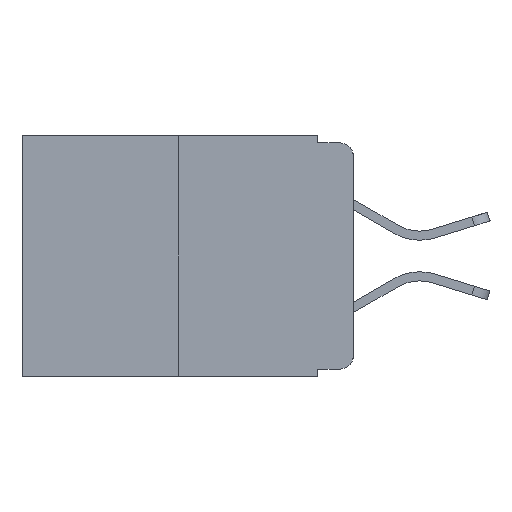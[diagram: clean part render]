
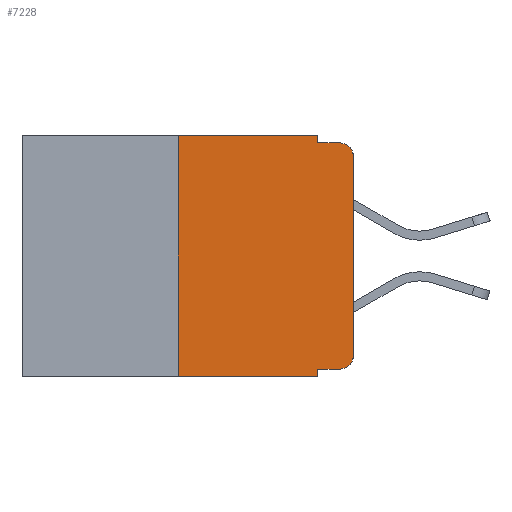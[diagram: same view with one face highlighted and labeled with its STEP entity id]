
A CAD part, left-side view. The second image highlights one B-rep face of the part: STEP entity #7228.
In plain terms, the highlighted planar face has unit normal (-1, 0, 0).
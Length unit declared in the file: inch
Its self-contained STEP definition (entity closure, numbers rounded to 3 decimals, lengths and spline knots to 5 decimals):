
#165 = AXIS2_PLACEMENT_3D ( 'NONE', #15654, #3152, #17704 ) ;
#1006 = VERTEX_POINT ( 'NONE', #21370 ) ;
#1266 = EDGE_CURVE ( 'NONE', #16606, #3448, #23532, .T. ) ;
#1491 = ORIENTED_EDGE ( 'NONE', *, *, #1266, .T. ) ;
#1857 = EDGE_CURVE ( 'NONE', #8280, #21757, #5150, .T. ) ;
#2141 = ORIENTED_EDGE ( 'NONE', *, *, #20802, .T. ) ;
#2384 = EDGE_CURVE ( 'NONE', #1006, #18916, #25037, .T. ) ;
#2493 = VECTOR ( 'NONE', #8674, 39.37008 ) ;
#2608 = LINE ( 'NONE', #9952, #23899 ) ;
#2994 = DIRECTION ( 'NONE',  ( -1., 0., 0. ) ) ;
#3135 = ORIENTED_EDGE ( 'NONE', *, *, #11425, .T. ) ;
#3152 = DIRECTION ( 'NONE',  ( -1., 0., 0. ) ) ;
#3448 = VERTEX_POINT ( 'NONE', #5875 ) ;
#3568 = EDGE_CURVE ( 'NONE', #22706, #16606, #7694, .T. ) ;
#4100 = LINE ( 'NONE', #12751, #4749 ) ;
#4731 = DIRECTION ( 'NONE',  ( 0., -1., 0. ) ) ;
#4749 = VECTOR ( 'NONE', #14719, 39.37008 ) ;
#5150 = LINE ( 'NONE', #23484, #15595 ) ;
#5167 = CARTESIAN_POINT ( 'NONE',  ( 0., 0.02, -0.333 ) ) ;
#5645 = CARTESIAN_POINT ( 'NONE',  ( 0., 0.02, -0.01 ) ) ;
#5824 = CARTESIAN_POINT ( 'NONE',  ( 0., 0., 0. ) ) ;
#5839 = EDGE_CURVE ( 'NONE', #18916, #8280, #7397, .T. ) ;
#5861 = DIRECTION ( 'NONE',  ( 1., 0., 0. ) ) ;
#5875 = CARTESIAN_POINT ( 'NONE',  ( 0., 0., -0.313 ) ) ;
#6072 = CARTESIAN_POINT ( 'NONE',  ( 0., 0.473, 0. ) ) ;
#7048 = CARTESIAN_POINT ( 'NONE',  ( 0., 0.051, -0.333 ) ) ;
#7180 = AXIS2_PLACEMENT_3D ( 'NONE', #12615, #2994, #14666 ) ;
#7228 = ADVANCED_FACE ( 'NONE', ( #8623 ), #12118, .F. ) ;
#7397 = LINE ( 'NONE', #6072, #23144 ) ;
#7694 = LINE ( 'NONE', #23077, #11958 ) ;
#7711 = LINE ( 'NONE', #17174, #24067 ) ;
#7943 = DIRECTION ( 'NONE',  ( 0., 0., 1. ) ) ;
#8280 = VERTEX_POINT ( 'NONE', #25640 ) ;
#8439 = ORIENTED_EDGE ( 'NONE', *, *, #1857, .F. ) ;
#8623 = FACE_OUTER_BOUND ( 'NONE', #21985, .T. ) ;
#8674 = DIRECTION ( 'NONE',  ( 0., 0., 1. ) ) ;
#8690 = ORIENTED_EDGE ( 'NONE', *, *, #14475, .F. ) ;
#8710 = DIRECTION ( 'NONE',  ( 0., -1., 0. ) ) ;
#8910 = VERTEX_POINT ( 'NONE', #19759 ) ;
#9952 = CARTESIAN_POINT ( 'NONE',  ( 0., 0.051, 0. ) ) ;
#10437 = ORIENTED_EDGE ( 'NONE', *, *, #5839, .F. ) ;
#10793 = CARTESIAN_POINT ( 'NONE',  ( 0., 0.25, 0. ) ) ;
#11425 = EDGE_CURVE ( 'NONE', #1006, #16290, #7711, .T. ) ;
#11958 = VECTOR ( 'NONE', #8710, 39.37008 ) ;
#12080 = DIRECTION ( 'NONE',  ( 0., 0., -1. ) ) ;
#12118 = PLANE ( 'NONE',  #13419 ) ;
#12615 = CARTESIAN_POINT ( 'NONE',  ( 0., 0.02, -0.03 ) ) ;
#12751 = CARTESIAN_POINT ( 'NONE',  ( 0., 0.051, -0.01 ) ) ;
#12975 = VERTEX_POINT ( 'NONE', #5645 ) ;
#13321 = CARTESIAN_POINT ( 'NONE',  ( 0., 0.25, 0. ) ) ;
#13419 = AXIS2_PLACEMENT_3D ( 'NONE', #26310, #5861, #20327 ) ;
#14475 = EDGE_CURVE ( 'NONE', #21757, #12975, #4100, .T. ) ;
#14496 = CARTESIAN_POINT ( 'NONE',  ( 0., 0.051, -0.343 ) ) ;
#14666 = DIRECTION ( 'NONE',  ( 0., 0., -1. ) ) ;
#14719 = DIRECTION ( 'NONE',  ( 0., -1., 0. ) ) ;
#15100 = LINE ( 'NONE', #5824, #25206 ) ;
#15127 = CIRCLE ( 'NONE', #7180, 0.02 ) ;
#15595 = VECTOR ( 'NONE', #17491, 39.37008 ) ;
#15654 = CARTESIAN_POINT ( 'NONE',  ( 0., 0.02, -0.313 ) ) ;
#16210 = EDGE_CURVE ( 'NONE', #3448, #8910, #15100, .T. ) ;
#16290 = VERTEX_POINT ( 'NONE', #14496 ) ;
#16449 = ORIENTED_EDGE ( 'NONE', *, *, #22934, .F. ) ;
#16606 = VERTEX_POINT ( 'NONE', #5167 ) ;
#17174 = CARTESIAN_POINT ( 'NONE',  ( 0., 0.473, -0.343 ) ) ;
#17491 = DIRECTION ( 'NONE',  ( 0., 0., -1. ) ) ;
#17704 = DIRECTION ( 'NONE',  ( 0., 0., -1. ) ) ;
#18916 = VERTEX_POINT ( 'NONE', #13321 ) ;
#19759 = CARTESIAN_POINT ( 'NONE',  ( 0., 0., -0.03 ) ) ;
#20327 = DIRECTION ( 'NONE',  ( 0., 0., -1. ) ) ;
#20802 = EDGE_CURVE ( 'NONE', #8910, #12975, #15127, .T. ) ;
#21370 = CARTESIAN_POINT ( 'NONE',  ( 0., 0.25, -0.343 ) ) ;
#21711 = ORIENTED_EDGE ( 'NONE', *, *, #16210, .T. ) ;
#21757 = VERTEX_POINT ( 'NONE', #22024 ) ;
#21985 = EDGE_LOOP ( 'NONE', ( #21711, #2141, #8690, #8439, #10437, #22991, #3135, #16449, #25232, #1491 ) ) ;
#22024 = CARTESIAN_POINT ( 'NONE',  ( 0., 0.051, -0.01 ) ) ;
#22628 = DIRECTION ( 'NONE',  ( 0., -1., 0. ) ) ;
#22706 = VERTEX_POINT ( 'NONE', #7048 ) ;
#22934 = EDGE_CURVE ( 'NONE', #22706, #16290, #2608, .T. ) ;
#22991 = ORIENTED_EDGE ( 'NONE', *, *, #2384, .F. ) ;
#23077 = CARTESIAN_POINT ( 'NONE',  ( 0., 0.051, -0.333 ) ) ;
#23144 = VECTOR ( 'NONE', #22628, 39.37008 ) ;
#23484 = CARTESIAN_POINT ( 'NONE',  ( 0., 0.051, 0. ) ) ;
#23532 = CIRCLE ( 'NONE', #165, 0.02 ) ;
#23899 = VECTOR ( 'NONE', #12080, 39.37008 ) ;
#24067 = VECTOR ( 'NONE', #4731, 39.37008 ) ;
#25037 = LINE ( 'NONE', #10793, #2493 ) ;
#25206 = VECTOR ( 'NONE', #7943, 39.37008 ) ;
#25232 = ORIENTED_EDGE ( 'NONE', *, *, #3568, .T. ) ;
#25640 = CARTESIAN_POINT ( 'NONE',  ( 0., 0.051, 0. ) ) ;
#26310 = CARTESIAN_POINT ( 'NONE',  ( 0., 0.473, 0. ) ) ;
